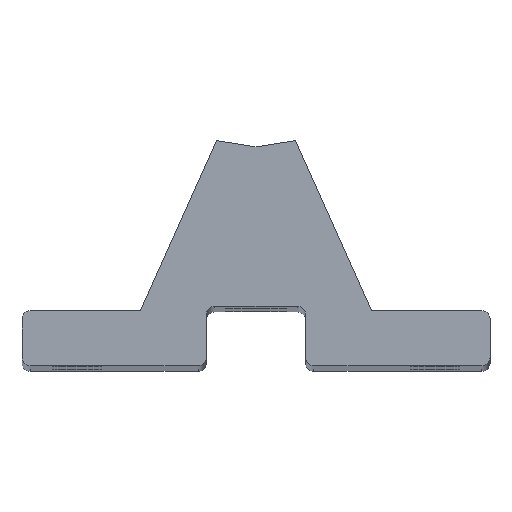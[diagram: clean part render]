
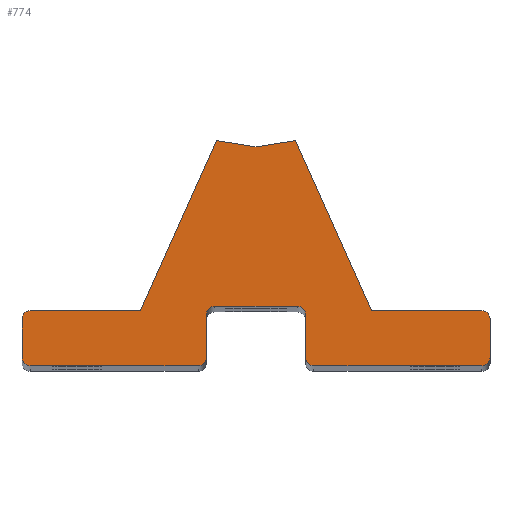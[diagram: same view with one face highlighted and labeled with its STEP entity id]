
A CAD part, top view. The second image highlights one B-rep face of the part: STEP entity #774.
In plain terms, the highlighted planar face has unit normal (0, 0, 1).
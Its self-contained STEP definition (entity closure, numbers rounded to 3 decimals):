
#48=PLANE('',#877);
#83=FACE_OUTER_BOUND('',#138,.T.);
#138=EDGE_LOOP('',(#679,#680,#681,#682,#683,#684,#685,#686,#687,#688,#689,
#690,#691,#692,#693,#694,#695,#696,#697,#698,#699));
#157=LINE('',#1155,#220);
#174=LINE('',#1223,#237);
#178=LINE('',#1235,#241);
#182=LINE('',#1247,#245);
#186=LINE('',#1259,#249);
#190=LINE('',#1271,#253);
#194=LINE('',#1283,#257);
#198=LINE('',#1295,#261);
#202=LINE('',#1307,#265);
#205=LINE('',#1313,#268);
#209=LINE('',#1319,#272);
#210=LINE('',#1322,#273);
#213=LINE('',#1327,#276);
#220=VECTOR('',#928,10.);
#237=VECTOR('',#1001,10.);
#241=VECTOR('',#1013,10.);
#245=VECTOR('',#1025,10.);
#249=VECTOR('',#1037,10.);
#253=VECTOR('',#1049,10.);
#257=VECTOR('',#1061,10.);
#261=VECTOR('',#1073,10.);
#265=VECTOR('',#1085,10.);
#268=VECTOR('',#1090,10.);
#272=VECTOR('',#1096,10.);
#273=VECTOR('',#1099,10.);
#276=VECTOR('',#1104,10.);
#298=CIRCLE('',#842,1.5);
#300=CIRCLE('',#846,1.5);
#302=CIRCLE('',#850,1.5);
#304=CIRCLE('',#854,1.5);
#306=CIRCLE('',#858,1.5);
#308=CIRCLE('',#862,1.5);
#310=CIRCLE('',#866,1.5);
#312=CIRCLE('',#870,1.5);
#330=VERTEX_POINT('',#1152);
#331=VERTEX_POINT('',#1154);
#350=VERTEX_POINT('',#1213);
#351=VERTEX_POINT('',#1214);
#354=VERTEX_POINT('',#1222);
#356=VERTEX_POINT('',#1228);
#358=VERTEX_POINT('',#1234);
#360=VERTEX_POINT('',#1240);
#362=VERTEX_POINT('',#1246);
#364=VERTEX_POINT('',#1252);
#366=VERTEX_POINT('',#1258);
#368=VERTEX_POINT('',#1264);
#370=VERTEX_POINT('',#1270);
#372=VERTEX_POINT('',#1276);
#374=VERTEX_POINT('',#1282);
#376=VERTEX_POINT('',#1288);
#378=VERTEX_POINT('',#1294);
#380=VERTEX_POINT('',#1300);
#382=VERTEX_POINT('',#1306);
#384=VERTEX_POINT('',#1312);
#386=VERTEX_POINT('',#1321);
#409=EDGE_CURVE('',#330,#331,#157,.T.);
#440=EDGE_CURVE('',#350,#351,#298,.T.);
#444=EDGE_CURVE('',#351,#354,#174,.T.);
#447=EDGE_CURVE('',#354,#356,#300,.T.);
#450=EDGE_CURVE('',#356,#358,#178,.T.);
#453=EDGE_CURVE('',#358,#360,#302,.T.);
#456=EDGE_CURVE('',#360,#362,#182,.T.);
#459=EDGE_CURVE('',#362,#364,#304,.T.);
#462=EDGE_CURVE('',#364,#366,#186,.T.);
#465=EDGE_CURVE('',#366,#368,#306,.T.);
#468=EDGE_CURVE('',#368,#370,#190,.T.);
#471=EDGE_CURVE('',#370,#372,#308,.T.);
#474=EDGE_CURVE('',#372,#374,#194,.T.);
#477=EDGE_CURVE('',#374,#376,#310,.T.);
#480=EDGE_CURVE('',#376,#378,#198,.T.);
#483=EDGE_CURVE('',#378,#380,#312,.T.);
#486=EDGE_CURVE('',#380,#382,#202,.T.);
#489=EDGE_CURVE('',#382,#384,#205,.T.);
#493=EDGE_CURVE('',#384,#330,#209,.T.);
#494=EDGE_CURVE('',#331,#386,#210,.T.);
#497=EDGE_CURVE('',#386,#350,#213,.T.);
#679=ORIENTED_EDGE('',*,*,#440,.F.);
#680=ORIENTED_EDGE('',*,*,#497,.F.);
#681=ORIENTED_EDGE('',*,*,#494,.F.);
#682=ORIENTED_EDGE('',*,*,#409,.F.);
#683=ORIENTED_EDGE('',*,*,#493,.F.);
#684=ORIENTED_EDGE('',*,*,#489,.F.);
#685=ORIENTED_EDGE('',*,*,#486,.F.);
#686=ORIENTED_EDGE('',*,*,#483,.F.);
#687=ORIENTED_EDGE('',*,*,#480,.F.);
#688=ORIENTED_EDGE('',*,*,#477,.F.);
#689=ORIENTED_EDGE('',*,*,#474,.F.);
#690=ORIENTED_EDGE('',*,*,#471,.F.);
#691=ORIENTED_EDGE('',*,*,#468,.F.);
#692=ORIENTED_EDGE('',*,*,#465,.F.);
#693=ORIENTED_EDGE('',*,*,#462,.F.);
#694=ORIENTED_EDGE('',*,*,#459,.F.);
#695=ORIENTED_EDGE('',*,*,#456,.F.);
#696=ORIENTED_EDGE('',*,*,#453,.F.);
#697=ORIENTED_EDGE('',*,*,#450,.F.);
#698=ORIENTED_EDGE('',*,*,#447,.F.);
#699=ORIENTED_EDGE('',*,*,#444,.F.);
#774=ADVANCED_FACE('',(#83),#48,.T.);
#842=AXIS2_PLACEMENT_3D('',#1215,#993,#994);
#846=AXIS2_PLACEMENT_3D('',#1229,#1006,#1007);
#850=AXIS2_PLACEMENT_3D('',#1241,#1018,#1019);
#854=AXIS2_PLACEMENT_3D('',#1253,#1030,#1031);
#858=AXIS2_PLACEMENT_3D('',#1265,#1042,#1043);
#862=AXIS2_PLACEMENT_3D('',#1277,#1054,#1055);
#866=AXIS2_PLACEMENT_3D('',#1289,#1066,#1067);
#870=AXIS2_PLACEMENT_3D('',#1301,#1078,#1079);
#877=AXIS2_PLACEMENT_3D('',#1329,#1106,#1107);
#928=DIRECTION('',(0.988,0.156,0.));
#993=DIRECTION('center_axis',(0.,0.,-1.));
#994=DIRECTION('ref_axis',(-1.,0.,0.));
#1001=DIRECTION('',(0.,-1.,0.));
#1006=DIRECTION('center_axis',(0.,0.,-1.));
#1007=DIRECTION('ref_axis',(0.,1.,0.));
#1013=DIRECTION('',(-1.,0.,0.));
#1018=DIRECTION('center_axis',(0.,0.,-1.));
#1019=DIRECTION('ref_axis',(1.,0.,0.));
#1025=DIRECTION('',(0.,1.,0.));
#1030=DIRECTION('center_axis',(0.,0.,1.));
#1031=DIRECTION('ref_axis',(1.,0.,0.));
#1037=DIRECTION('',(-1.,0.,0.));
#1042=DIRECTION('center_axis',(0.,0.,1.));
#1043=DIRECTION('ref_axis',(0.,1.,0.));
#1049=DIRECTION('',(0.,-1.,0.));
#1054=DIRECTION('center_axis',(0.,0.,-1.));
#1055=DIRECTION('ref_axis',(0.,1.,0.));
#1061=DIRECTION('',(-1.,0.,0.));
#1066=DIRECTION('center_axis',(0.,0.,-1.));
#1067=DIRECTION('ref_axis',(1.,0.,0.));
#1073=DIRECTION('',(0.,1.,0.));
#1078=DIRECTION('center_axis',(0.,0.,-1.));
#1079=DIRECTION('ref_axis',(0.,-1.,0.));
#1085=DIRECTION('',(1.,0.,0.));
#1090=DIRECTION('',(0.409,0.912,0.));
#1096=DIRECTION('',(0.988,-0.156,0.));
#1099=DIRECTION('',(0.409,-0.912,0.));
#1104=DIRECTION('',(1.,0.,0.));
#1106=DIRECTION('center_axis',(0.,0.,1.));
#1107=DIRECTION('ref_axis',(1.,0.,0.));
#1152=CARTESIAN_POINT('',(0.,34.751,599.5));
#1154=CARTESIAN_POINT('',(7.15,35.883,599.5));
#1155=CARTESIAN_POINT('',(0.,34.751,599.5));
#1213=CARTESIAN_POINT('',(41.,5.,599.5));
#1214=CARTESIAN_POINT('',(42.5,3.5,599.5));
#1215=CARTESIAN_POINT('Origin',(41.,3.5,599.5));
#1222=CARTESIAN_POINT('',(42.5,-3.5,599.5));
#1223=CARTESIAN_POINT('',(42.5,3.5,599.5));
#1228=CARTESIAN_POINT('',(41.,-5.,599.5));
#1229=CARTESIAN_POINT('Origin',(41.,-3.5,599.5));
#1234=CARTESIAN_POINT('',(10.5,-5.,599.5));
#1235=CARTESIAN_POINT('',(41.,-5.,599.5));
#1240=CARTESIAN_POINT('',(9.,-3.5,599.5));
#1241=CARTESIAN_POINT('Origin',(10.5,-3.5,599.5));
#1246=CARTESIAN_POINT('',(9.,4.3,599.5));
#1247=CARTESIAN_POINT('',(9.,-3.5,599.5));
#1252=CARTESIAN_POINT('',(7.5,5.8,599.5));
#1253=CARTESIAN_POINT('Origin',(7.5,4.3,599.5));
#1258=CARTESIAN_POINT('',(-7.5,5.8,599.5));
#1259=CARTESIAN_POINT('',(7.5,5.8,599.5));
#1264=CARTESIAN_POINT('',(-9.,4.3,599.5));
#1265=CARTESIAN_POINT('Origin',(-7.5,4.3,599.5));
#1270=CARTESIAN_POINT('',(-9.,-3.5,599.5));
#1271=CARTESIAN_POINT('',(-9.,4.3,599.5));
#1276=CARTESIAN_POINT('',(-10.5,-5.,599.5));
#1277=CARTESIAN_POINT('Origin',(-10.5,-3.5,599.5));
#1282=CARTESIAN_POINT('',(-41.,-5.,599.5));
#1283=CARTESIAN_POINT('',(-10.5,-5.,599.5));
#1288=CARTESIAN_POINT('',(-42.5,-3.5,599.5));
#1289=CARTESIAN_POINT('Origin',(-41.,-3.5,599.5));
#1294=CARTESIAN_POINT('',(-42.5,3.5,599.5));
#1295=CARTESIAN_POINT('',(-42.5,-3.5,599.5));
#1300=CARTESIAN_POINT('',(-41.,5.,599.5));
#1301=CARTESIAN_POINT('Origin',(-41.,3.5,599.5));
#1306=CARTESIAN_POINT('',(-21.,5.,599.5));
#1307=CARTESIAN_POINT('',(-41.,5.,599.5));
#1312=CARTESIAN_POINT('',(-7.15,35.883,599.5));
#1313=CARTESIAN_POINT('',(-21.,5.,599.5));
#1319=CARTESIAN_POINT('',(-7.15,35.883,599.5));
#1321=CARTESIAN_POINT('',(21.,5.,599.5));
#1322=CARTESIAN_POINT('',(7.15,35.883,599.5));
#1327=CARTESIAN_POINT('',(21.,5.,599.5));
#1329=CARTESIAN_POINT('Origin',(0.,7.652,
599.5));
